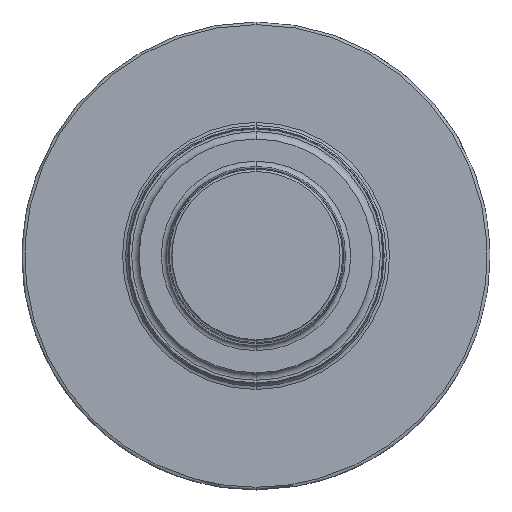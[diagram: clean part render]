
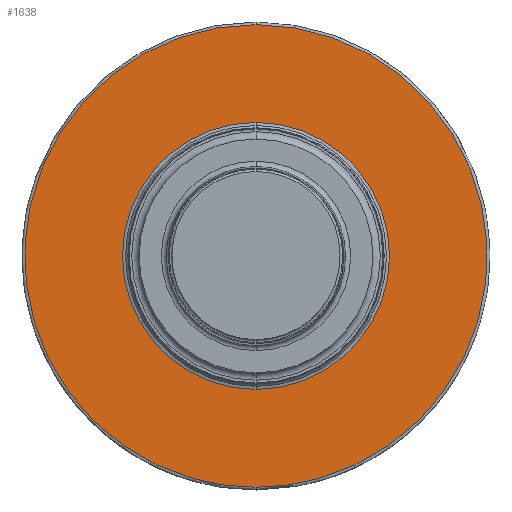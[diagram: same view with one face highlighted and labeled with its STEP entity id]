
A CAD part, top view. The second image highlights one B-rep face of the part: STEP entity #1638.
In plain terms, the highlighted face is planar.
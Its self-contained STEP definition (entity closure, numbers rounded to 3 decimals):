
#1371=CARTESIAN_POINT('',(0.,8.749,0.86));
#1372=CARTESIAN_POINT('',(-0.855,8.746,
0.86));
#1373=CARTESIAN_POINT('',(-2.488,8.51,
0.86));
#1374=CARTESIAN_POINT('',(-4.797,7.46,
0.86));
#1375=CARTESIAN_POINT('',(-6.701,5.808,
0.86));
#1376=CARTESIAN_POINT('',(-8.067,3.684,
0.86));
#1377=CARTESIAN_POINT('',(-8.778,1.262,
0.86));
#1378=CARTESIAN_POINT('',(-8.778,-1.262,
0.86));
#1379=CARTESIAN_POINT('',(-8.067,-3.684,
0.86));
#1380=CARTESIAN_POINT('',(-6.701,-5.808,
0.86));
#1381=CARTESIAN_POINT('',(-4.797,-7.46,
0.86));
#1382=CARTESIAN_POINT('',(-2.488,-8.51,
0.86));
#1383=CARTESIAN_POINT('',(-0.855,-8.746,
0.86));
#1384=CARTESIAN_POINT('',(0.,-8.749,0.86));
#1397=CARTESIAN_POINT('',(0.,8.749,0.86));
#1398=CARTESIAN_POINT('',(0.855,8.746,
0.86));
#1399=CARTESIAN_POINT('',(2.488,8.51,0.86));
#1400=CARTESIAN_POINT('',(4.797,7.46,0.86));
#1401=CARTESIAN_POINT('',(6.701,5.808,0.86));
#1402=CARTESIAN_POINT('',(8.067,3.684,0.86));
#1403=CARTESIAN_POINT('',(8.778,1.262,0.86));
#1404=CARTESIAN_POINT('',(8.778,-1.262,
0.86));
#1405=CARTESIAN_POINT('',(8.067,-3.684,
0.86));
#1406=CARTESIAN_POINT('',(6.701,-5.808,
0.86));
#1407=CARTESIAN_POINT('',(4.797,-7.46,
0.86));
#1408=CARTESIAN_POINT('',(2.488,-8.51,
0.86));
#1409=CARTESIAN_POINT('',(0.855,-8.746,
0.86));
#1410=CARTESIAN_POINT('',(0.,-8.749,0.86));
#1423=CARTESIAN_POINT('',(0.,0.,0.86));
#1424=DIRECTION('',(0.,0.,1.));
#1425=DIRECTION('',(0.,1.,0.));
#1426=AXIS2_PLACEMENT_3D('',#1423,#1424,#1425);
#1431=CARTESIAN_POINT('',(0.,0.,0.86));
#1432=DIRECTION('',(0.,0.,-1.));
#1433=DIRECTION('',(0.,1.,0.));
#1434=AXIS2_PLACEMENT_3D('',#1431,#1432,#1433);
#1440=CARTESIAN_POINT('',(0.,5.049,0.86));
#1442=VERTEX_POINT('',#1440);
#1443=CARTESIAN_POINT('',(0.,8.749,0.86));
#1445=VERTEX_POINT('',#1443);
#1454=CARTESIAN_POINT('',(0.,-5.049,0.86));
#1456=VERTEX_POINT('',#1454);
#1457=CARTESIAN_POINT('',(0.,-8.749,0.86));
#1459=VERTEX_POINT('',#1457);
#1625=CARTESIAN_POINT('',(0.,0.,0.86));
#1626=DIRECTION('',(0.,0.,1.));
#1627=DIRECTION('',(0.,1.,0.));
#1628=AXIS2_PLACEMENT_3D('',#1625,#1626,#1627);
#1629=PLANE('',#1628);
#1630=ORIENTED_EDGE('',*,*,#1618,.F.);
#1631=ORIENTED_EDGE('',*,*,#1607,.T.);
#1632=EDGE_LOOP('',(#1630,#1631));
#1633=FACE_OUTER_BOUND('',#1632,.F.);
#1634=ORIENTED_EDGE('',*,*,#1474,.F.);
#1635=ORIENTED_EDGE('',*,*,#1492,.T.);
#1636=EDGE_LOOP('',(#1634,#1635));
#1637=FACE_BOUND('',#1636,.F.);
#1638=ADVANCED_FACE('',(#1633,#1637),#1629,.F.);
#1385=B_SPLINE_CURVE_WITH_KNOTS('',3,(#1371,#1372,#1373,#1374,#1375,#1376,#1377,
#1378,#1379,#1380,#1381,#1382,#1383,#1384),.UNSPECIFIED.,.F.,.F.,(4,1,1,1,1,1,1,
1,1,1,1,4),(0.,0.091,0.182,0.273,
0.364,0.455,0.545,0.636,
0.727,0.818,0.909,1.),.UNSPECIFIED.);
#1411=B_SPLINE_CURVE_WITH_KNOTS('',3,(#1397,#1398,#1399,#1400,#1401,#1402,#1403,
#1404,#1405,#1406,#1407,#1408,#1409,#1410),.UNSPECIFIED.,.F.,.F.,(4,1,1,1,1,1,1,
1,1,1,1,4),(0.,0.091,0.182,0.273,
0.364,0.455,0.545,0.636,
0.727,0.818,0.909,1.),.UNSPECIFIED.);
#1427=CIRCLE('',#1426,5.049);
#1435=CIRCLE('',#1434,5.049);
#1474=EDGE_CURVE('',#1442,#1456,#1427,.T.);
#1492=EDGE_CURVE('',#1442,#1456,#1435,.T.);
#1607=EDGE_CURVE('',#1445,#1459,#1385,.T.);
#1618=EDGE_CURVE('',#1445,#1459,#1411,.T.);
